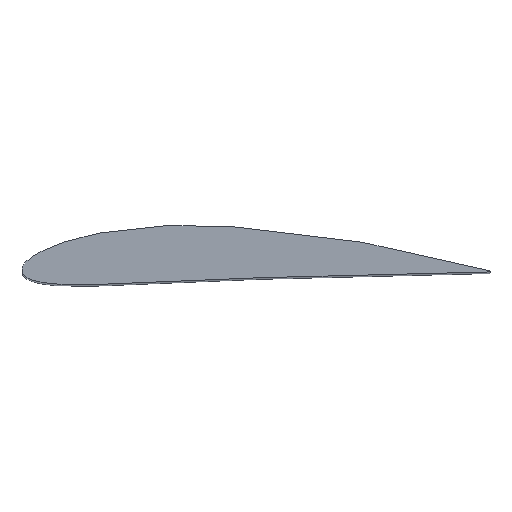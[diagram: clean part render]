
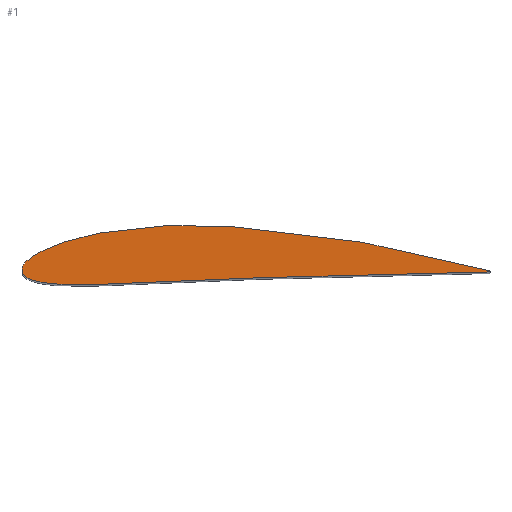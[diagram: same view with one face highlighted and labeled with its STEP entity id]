
A CAD part, top view. The second image highlights one B-rep face of the part: STEP entity #1.
In plain terms, the highlighted planar face has unit normal (0, 0, 1).
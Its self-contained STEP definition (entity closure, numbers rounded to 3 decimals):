
#1 = ADVANCED_FACE ( 'NONE', ( #367 ), #128, .T. ) ;
#3 = CARTESIAN_POINT ( 'NONE',  ( 37.662, 41.326, 2000. ) ) ;
#6 = CARTESIAN_POINT ( 'NONE',  ( -0.447, 4.789, 2000. ) ) ;
#9 = CARTESIAN_POINT ( 'NONE',  ( 422.114, 97.144, 2000. ) ) ;
#12 = CARTESIAN_POINT ( 'NONE',  ( 396.373, -18.155, 2000. ) ) ;
#18 = B_SPLINE_CURVE_WITH_KNOTS ( 'NONE', 3,
 ( #90, #180, #307, #151, #400, #124, #260, #221, #97, #100, #9, #291, #187, #228, #352, #168, #346, #319, #374, #70, #136, #313, #3, #194, #73, #218, #257, #32, #38, #6, #294, #380, #130, #377, #191, #254, #316, #106, #156, #163, #103, #76, #197, #322, #42, #224, #35, #159, #287, #12, #133, #349, #342, #67, #284, #371, #189, #338, #360, #332 ),
 .UNSPECIFIED., .F., .F.,
 ( 4, 1, 1, 1, 1, 1, 1, 1, 1, 1, 1, 1, 1, 1, 1, 1, 1, 1, 1, 1, 1, 1, 1, 1, 1, 1, 1, 1, 1, 1, 1, 1, 1, 1, 1, 1, 1, 1, 1, 1, 1, 1, 1, 1, 1, 1, 1, 1, 1, 1, 1, 1, 1, 1, 1, 1, 1, 4 ),
 ( 0., 0.012, 0.033, 0.064, 0.136, 0.171, 0.209, 0.248, 0.274, 0.287, 0.3, 0.312, 0.337, 0.373, 0.395, 0.416, 0.435, 0.443, 0.459, 0.466, 0.473, 0.478, 0.484, 0.489, 0.493, 0.496, 0.5, 0.502, 0.505, 0.507, 0.509, 0.512, 0.515, 0.518, 0.521, 0.525, 0.53, 0.535, 0.541, 0.547, 0.554, 0.561, 0.578, 0.595, 0.615, 0.636, 0.669, 0.693, 0.705, 0.717, 0.73, 0.793, 0.83, 0.888, 0.945, 0.96, 0.995, 1. ),
 .UNSPECIFIED. ) ;
#25 = ORIENTED_EDGE ( 'NONE', *, *, #63, .T. ) ;
#32 = CARTESIAN_POINT ( 'NONE',  ( 3.558, 14.819, 2000. ) ) ;
#33 = CARTESIAN_POINT ( 'NONE',  ( 999.833, -1.249, 2000. ) ) ;
#35 = CARTESIAN_POINT ( 'NONE',  ( 263.107, -24.488, 2000. ) ) ;
#38 = CARTESIAN_POINT ( 'NONE',  ( 0.845, 9.769, 2000. ) ) ;
#42 = CARTESIAN_POINT ( 'NONE',  ( 172.941, -28.361, 2000. ) ) ;
#57 = CIRCLE ( 'NONE', #343, 1.272 ) ;
#59 = EDGE_LOOP ( 'NONE', ( #281, #25 ) ) ;
#63 = EDGE_CURVE ( 'NONE', #87, #119, #18, .T. ) ;
#67 = CARTESIAN_POINT ( 'NONE',  ( 666.137, -7.45, 2000. ) ) ;
#70 = CARTESIAN_POINT ( 'NONE',  ( 79.35, 59.425, 2000. ) ) ;
#73 = CARTESIAN_POINT ( 'NONE',  ( 19.935, 30.519, 2000. ) ) ;
#76 = CARTESIAN_POINT ( 'NONE',  ( 87.819, -28.238, 2000. ) ) ;
#87 = VERTEX_POINT ( 'NONE', #112 ) ;
#90 = CARTESIAN_POINT ( 'NONE',  ( 1000.167, 1.249, 2000. ) ) ;
#97 = CARTESIAN_POINT ( 'NONE',  ( 509.949, 91.376, 2000. ) ) ;
#100 = CARTESIAN_POINT ( 'NONE',  ( 457.212, 95.239, 2000. ) ) ;
#103 = CARTESIAN_POINT ( 'NONE',  ( 73.93, -27.414, 2000. ) ) ;
#106 = CARTESIAN_POINT ( 'NONE',  ( 38.915, -23.037, 2000. ) ) ;
#111 = DIRECTION ( 'NONE',  ( 1., 0., 0. ) ) ;
#112 = CARTESIAN_POINT ( 'NONE',  ( 1000.167, 1.249, 2000. ) ) ;
#119 = VERTEX_POINT ( 'NONE', #33 ) ;
#124 = CARTESIAN_POINT ( 'NONE',  ( 753.633, 58.419, 2000. ) ) ;
#128 = PLANE ( 'NONE',  #231 ) ;
#130 = CARTESIAN_POINT ( 'NONE',  ( 4.512, -8.692, 2000. ) ) ;
#133 = CARTESIAN_POINT ( 'NONE',  ( 421.604, -17.209, 2000. ) ) ;
#136 = CARTESIAN_POINT ( 'NONE',  ( 60.711, 52.112, 2000. ) ) ;
#151 = CARTESIAN_POINT ( 'NONE',  ( 928.052, 20.368, 2000. ) ) ;
#156 = CARTESIAN_POINT ( 'NONE',  ( 49.442, -24.828, 2000. ) ) ;
#159 = CARTESIAN_POINT ( 'NONE',  ( 316.358, -21.732, 2000. ) ) ;
#163 = CARTESIAN_POINT ( 'NONE',  ( 61.125, -26.284, 2000. ) ) ;
#168 = CARTESIAN_POINT ( 'NONE',  ( 201.55, 88.565, 2000. ) ) ;
#180 = CARTESIAN_POINT ( 'NONE',  ( 992.162, 3.475, 2000. ) ) ;
#187 = CARTESIAN_POINT ( 'NONE',  ( 361.369, 99.052, 2000. ) ) ;
#189 = CARTESIAN_POINT ( 'NONE',  ( 931.174, -1.755, 2000. ) ) ;
#191 = CARTESIAN_POINT ( 'NONE',  ( 14.55, -15.565, 2000. ) ) ;
#194 = CARTESIAN_POINT ( 'NONE',  ( 28.123, 35.906, 2000. ) ) ;
#197 = CARTESIAN_POINT ( 'NONE',  ( 108.39, -28.964, 2000. ) ) ;
#207 = DIRECTION ( 'NONE',  ( 1., 0., 0. ) ) ;
#218 = CARTESIAN_POINT ( 'NONE',  ( 13.108, 25.196, 2000. ) ) ;
#221 = CARTESIAN_POINT ( 'NONE',  ( 579.501, 84.286, 2000. ) ) ;
#224 = CARTESIAN_POINT ( 'NONE',  ( 212.658, -26.868, 2000. ) ) ;
#228 = CARTESIAN_POINT ( 'NONE',  ( 311.176, 98.625, 2000. ) ) ;
#231 = AXIS2_PLACEMENT_3D ( 'NONE', #251, #370, #207 ) ;
#251 = CARTESIAN_POINT ( 'NONE',  ( 0., 0., 2000. ) ) ;
#254 = CARTESIAN_POINT ( 'NONE',  ( 21.446, -18.417, 2000. ) ) ;
#257 = CARTESIAN_POINT ( 'NONE',  ( 7.649, 19.959, 2000. ) ) ;
#260 = CARTESIAN_POINT ( 'NONE',  ( 655.607, 74.184, 2000. ) ) ;
#281 = ORIENTED_EDGE ( 'NONE', *, *, #362, .T. ) ;
#284 = CARTESIAN_POINT ( 'NONE',  ( 769.639, -4.336, 2000. ) ) ;
#287 = CARTESIAN_POINT ( 'NONE',  ( 363.597, -19.504, 2000. ) ) ;
#291 = CARTESIAN_POINT ( 'NONE',  ( 395.912, 98.256, 2000. ) ) ;
#294 = CARTESIAN_POINT ( 'NONE',  ( -0.238, -0.048, 2000. ) ) ;
#307 = CARTESIAN_POINT ( 'NONE',  ( 970.224, 9.439, 2000. ) ) ;
#313 = CARTESIAN_POINT ( 'NONE',  ( 48.532, 46.741, 2000. ) ) ;
#316 = CARTESIAN_POINT ( 'NONE',  ( 29.574, -20.904, 2000. ) ) ;
#319 = CARTESIAN_POINT ( 'NONE',  ( 128.203, 74.028, 2000. ) ) ;
#322 = CARTESIAN_POINT ( 'NONE',  ( 136.517, -29.112, 2000. ) ) ;
#324 = CARTESIAN_POINT ( 'NONE',  ( 999.826, 0.023, 2000. ) ) ;
#332 = CARTESIAN_POINT ( 'NONE',  ( 999.833, -1.249, 2000. ) ) ;
#338 = CARTESIAN_POINT ( 'NONE',  ( 968.833, -1.434, 2000. ) ) ;
#342 = CARTESIAN_POINT ( 'NONE',  ( 558.553, -11.496, 2000. ) ) ;
#343 = AXIS2_PLACEMENT_3D ( 'NONE', #324, #385, #111 ) ;
#346 = CARTESIAN_POINT ( 'NONE',  ( 160.166, 81.369, 2000. ) ) ;
#349 = CARTESIAN_POINT ( 'NONE',  ( 481.665, -14.78, 2000. ) ) ;
#352 = CARTESIAN_POINT ( 'NONE',  ( 254.686, 95.091, 2000. ) ) ;
#360 = CARTESIAN_POINT ( 'NONE',  ( 996.126, -1.27, 2000. ) ) ;
#362 = EDGE_CURVE ( 'NONE', #119, #87, #57, .T. ) ;
#367 = FACE_OUTER_BOUND ( 'NONE', #59, .T. ) ;
#370 = DIRECTION ( 'NONE',  ( 0., 0., 1. ) ) ;
#371 = CARTESIAN_POINT ( 'NONE',  ( 858.236, -2.661, 2000. ) ) ;
#374 = CARTESIAN_POINT ( 'NONE',  ( 99.784, 66.125, 2000. ) ) ;
#377 = CARTESIAN_POINT ( 'NONE',  ( 8.901, -12.334, 2000. ) ) ;
#380 = CARTESIAN_POINT ( 'NONE',  ( 1.429, -4.589, 2000. ) ) ;
#385 = DIRECTION ( 'NONE',  ( 0., 0., 1. ) ) ;
#400 = CARTESIAN_POINT ( 'NONE',  ( 846.133, 39.893, 2000. ) ) ;
